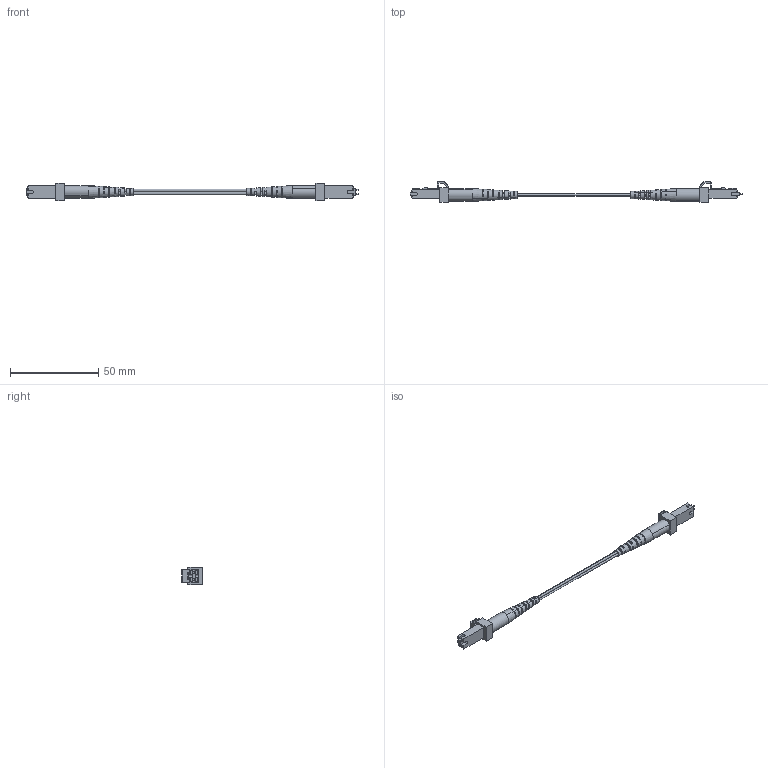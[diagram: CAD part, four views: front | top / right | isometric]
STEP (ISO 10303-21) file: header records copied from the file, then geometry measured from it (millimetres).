
FILE_DESCRIPTION (( 'STEP AP214' ), '1' );
FILE_NAME ('FODMTRJP.STEP', '2007-11-15T18:27:18', ( ' ' ), ( ' ' ), 'SwSTEP 2.0', 'SolidWorks 2007', '' );
FILE_SCHEMA (( 'AUTOMOTIVE_DESIGN' ));
Length unit declared in the file: inch
Products named in the file (7): 1BA04-002; 1AF03-001-MA1; 1AF03-001-MA2_WITHOUT FERRULE; 1AV05-001; FODMTRJP; 1AL06-020-MA1_FODMTRJ; 1AF03-001
Assembly tree (8 placements, depth 3):
  FODMTRJP
    1BA04-002  x2
    1AV05-001
    1AF03-001  x2
      1AF03-001-MA1
      1AF03-001-MA2_WITHOUT FERRULE
    1AL06-020-MA1_FODMTRJ
Bounding box: 188.59 x 11.44 x 9.78 mm (x, y, z)
Volume: 3534.4 mm3; surface area: 6408.4 mm2
Topology: 8 solids, 8 shells, 317 faces, 937 edges, 618 vertices
Faces by surface type: plane 276, cylinder 33, cone 8
Entity records: 6728 total; most frequent: CARTESIAN_POINT 1332, ORIENTED_EDGE 976, DIRECTION 920, EDGE_CURVE 488, VERTEX_POINT 322, AXIS2_PLACEMENT_3D 308, LINE 304, VECTOR 304
